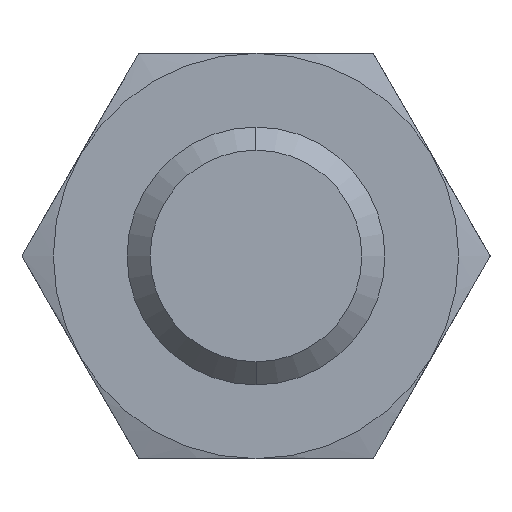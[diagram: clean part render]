
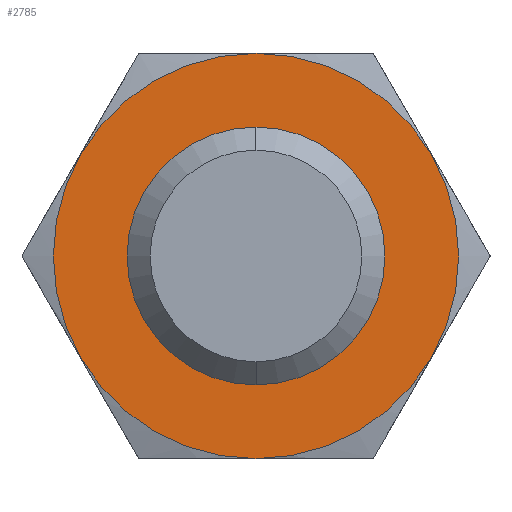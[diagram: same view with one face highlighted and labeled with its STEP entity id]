
A CAD part, left-side view. The second image highlights one B-rep face of the part: STEP entity #2785.
In plain terms, the highlighted planar face has unit normal (-1, 0, 0).
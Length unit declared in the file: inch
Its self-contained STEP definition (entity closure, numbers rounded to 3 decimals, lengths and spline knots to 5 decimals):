
#81 = VERTEX_POINT ( 'NONE', #2734 ) ;
#178 = PLANE ( 'NONE',  #3631 ) ;
#219 = ORIENTED_EDGE ( 'NONE', *, *, #2546, .F. ) ;
#417 = CARTESIAN_POINT ( 'NONE',  ( 0.389, 0., -0.212 ) ) ;
#451 = DIRECTION ( 'NONE',  ( 0., 0., -1. ) ) ;
#486 = EDGE_CURVE ( 'NONE', #1906, #1977, #2567, .T. ) ;
#558 = CARTESIAN_POINT ( 'NONE',  ( 0.389, 0., 0. ) ) ;
#628 = EDGE_LOOP ( 'NONE', ( #219, #3456 ) ) ;
#645 = CARTESIAN_POINT ( 'NONE',  ( 0.389, 0., 0. ) ) ;
#842 = CIRCLE ( 'NONE', #2391, 0.34375 ) ;
#987 = CARTESIAN_POINT ( 'NONE',  ( 0.389, 0., 0.212 ) ) ;
#1080 = CIRCLE ( 'NONE', #3155, 0.34375 ) ;
#1140 = DIRECTION ( 'NONE',  ( 1., 0., 0. ) ) ;
#1260 = DIRECTION ( 'NONE',  ( 0., 0., -1. ) ) ;
#1385 = ORIENTED_EDGE ( 'NONE', *, *, #486, .T. ) ;
#1506 = VERTEX_POINT ( 'NONE', #3135 ) ;
#1695 = CARTESIAN_POINT ( 'NONE',  ( 0.389, 0., 0. ) ) ;
#1906 = VERTEX_POINT ( 'NONE', #987 ) ;
#1977 = VERTEX_POINT ( 'NONE', #417 ) ;
#2002 = DIRECTION ( 'NONE',  ( 1., 0., 0. ) ) ;
#2151 = FACE_BOUND ( 'NONE', #2710, .T. ) ;
#2321 = CARTESIAN_POINT ( 'NONE',  ( 0.389, 0.34375, 0. ) ) ;
#2329 = DIRECTION ( 'NONE',  ( 0., 0., -1. ) ) ;
#2337 = DIRECTION ( 'NONE',  ( -1., 0., 0. ) ) ;
#2380 = DIRECTION ( 'NONE',  ( 1., 0., 0. ) ) ;
#2391 = AXIS2_PLACEMENT_3D ( 'NONE', #1695, #2380, #451 ) ;
#2405 = DIRECTION ( 'NONE',  ( 0., 0., -1. ) ) ;
#2412 = FACE_OUTER_BOUND ( 'NONE', #628, .T. ) ;
#2445 = CIRCLE ( 'NONE', #2705, 0.212 ) ;
#2546 = EDGE_CURVE ( 'NONE', #1506, #81, #1080, .T. ) ;
#2567 = CIRCLE ( 'NONE', #3371, 0.212 ) ;
#2705 = AXIS2_PLACEMENT_3D ( 'NONE', #558, #1140, #2405 ) ;
#2710 = EDGE_LOOP ( 'NONE', ( #2968, #1385 ) ) ;
#2734 = CARTESIAN_POINT ( 'NONE',  ( 0.389, 0., 0.34375 ) ) ;
#2785 = ADVANCED_FACE ( 'NONE', ( #2151, #2412 ), #178, .T. ) ;
#2803 = EDGE_CURVE ( 'NONE', #81, #1506, #842, .T. ) ;
#2835 = DIRECTION ( 'NONE',  ( 1., 0., 0. ) ) ;
#2968 = ORIENTED_EDGE ( 'NONE', *, *, #3548, .T. ) ;
#3135 = CARTESIAN_POINT ( 'NONE',  ( 0.389, 0., -0.34375 ) ) ;
#3155 = AXIS2_PLACEMENT_3D ( 'NONE', #645, #2835, #1260 ) ;
#3371 = AXIS2_PLACEMENT_3D ( 'NONE', #3889, #2002, #2329 ) ;
#3456 = ORIENTED_EDGE ( 'NONE', *, *, #2803, .F. ) ;
#3548 = EDGE_CURVE ( 'NONE', #1977, #1906, #2445, .T. ) ;
#3559 = DIRECTION ( 'NONE',  ( 0., 0., 1. ) ) ;
#3631 = AXIS2_PLACEMENT_3D ( 'NONE', #2321, #2337, #3559 ) ;
#3889 = CARTESIAN_POINT ( 'NONE',  ( 0.389, 0., 0. ) ) ;
